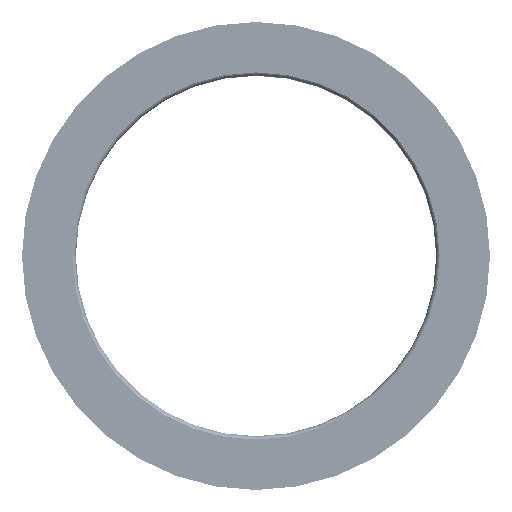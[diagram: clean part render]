
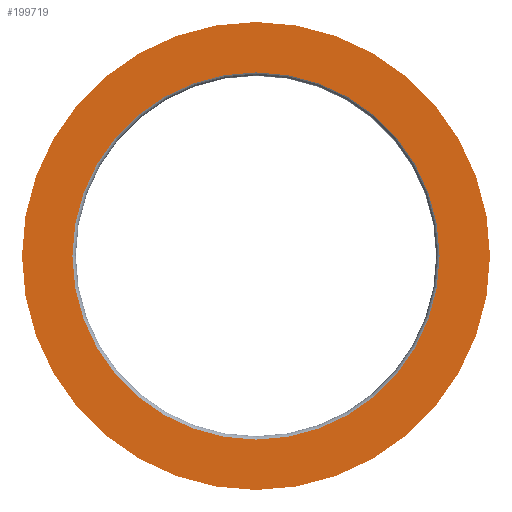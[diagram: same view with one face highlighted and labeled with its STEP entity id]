
A CAD part, left-side view. The second image highlights one B-rep face of the part: STEP entity #199719.
In plain terms, the highlighted planar face has unit normal (-1, 0, 0).
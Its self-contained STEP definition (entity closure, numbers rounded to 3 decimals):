
#12323 = DIRECTION ( 'NONE',  ( 0., 0., -1. ) ) ;
#26639 = EDGE_CURVE ( 'NONE', #35459, #195940, #57331, .T. ) ;
#29564 = CARTESIAN_POINT ( 'NONE',  ( 0., 0., 0. ) ) ;
#34249 = AXIS2_PLACEMENT_3D ( 'NONE', #29564, #147301, #46474 ) ;
#35459 = VERTEX_POINT ( 'NONE', #67322 ) ;
#35874 = CARTESIAN_POINT ( 'NONE',  ( 0., 0., 0. ) ) ;
#37276 = EDGE_CURVE ( 'NONE', #195940, #35459, #88076, .T. ) ;
#42737 = DIRECTION ( 'NONE',  ( -1., 0., 0. ) ) ;
#45415 = PLANE ( 'NONE',  #99329 ) ;
#46474 = DIRECTION ( 'NONE',  ( 0., 0., 1. ) ) ;
#52839 = DIRECTION ( 'NONE',  ( 0., 0., 1. ) ) ;
#57331 = CIRCLE ( 'NONE', #119097, 51. ) ;
#58218 = AXIS2_PLACEMENT_3D ( 'NONE', #199786, #99119, #216701 ) ;
#66100 = VERTEX_POINT ( 'NONE', #176532 ) ;
#67322 = CARTESIAN_POINT ( 'NONE',  ( 0., 0., 51. ) ) ;
#74135 = CIRCLE ( 'NONE', #58218, 65. ) ;
#74907 = CIRCLE ( 'NONE', #153167, 65. ) ;
#76556 = CARTESIAN_POINT ( 'NONE',  ( 0., 0., 65. ) ) ;
#78327 = ORIENTED_EDGE ( 'NONE', *, *, #26639, .F. ) ;
#82809 = VERTEX_POINT ( 'NONE', #76556 ) ;
#88076 = CIRCLE ( 'NONE', #34249, 51. ) ;
#94512 = FACE_OUTER_BOUND ( 'NONE', #215251, .T. ) ;
#95413 = ORIENTED_EDGE ( 'NONE', *, *, #108182, .T. ) ;
#99119 = DIRECTION ( 'NONE',  ( -1., 0., 0. ) ) ;
#99329 = AXIS2_PLACEMENT_3D ( 'NONE', #213784, #113130, #12323 ) ;
#108182 = EDGE_CURVE ( 'NONE', #82809, #66100, #74907, .T. ) ;
#113130 = DIRECTION ( 'NONE',  ( 1., 0., 0. ) ) ;
#119097 = AXIS2_PLACEMENT_3D ( 'NONE', #143567, #42737, #160533 ) ;
#139347 = FACE_BOUND ( 'NONE', #156789, .T. ) ;
#143567 = CARTESIAN_POINT ( 'NONE',  ( 0., 0., 0. ) ) ;
#147301 = DIRECTION ( 'NONE',  ( -1., 0., 0. ) ) ;
#148849 = CARTESIAN_POINT ( 'NONE',  ( 0., 0., -51. ) ) ;
#153167 = AXIS2_PLACEMENT_3D ( 'NONE', #35874, #153578, #52839 ) ;
#153578 = DIRECTION ( 'NONE',  ( -1., 0., 0. ) ) ;
#156789 = EDGE_LOOP ( 'NONE', ( #78327, #215727 ) ) ;
#160533 = DIRECTION ( 'NONE',  ( 0., 0., 1. ) ) ;
#176532 = CARTESIAN_POINT ( 'NONE',  ( 0., 0., -65. ) ) ;
#195940 = VERTEX_POINT ( 'NONE', #148849 ) ;
#199719 = ADVANCED_FACE ( 'NONE', ( #139347, #94512 ), #45415, .F. ) ;
#199786 = CARTESIAN_POINT ( 'NONE',  ( 0., 0., 0. ) ) ;
#213784 = CARTESIAN_POINT ( 'NONE',  ( 0., 51., 0. ) ) ;
#214154 = EDGE_CURVE ( 'NONE', #66100, #82809, #74135, .T. ) ;
#214701 = ORIENTED_EDGE ( 'NONE', *, *, #214154, .T. ) ;
#215251 = EDGE_LOOP ( 'NONE', ( #95413, #214701 ) ) ;
#215727 = ORIENTED_EDGE ( 'NONE', *, *, #37276, .F. ) ;
#216701 = DIRECTION ( 'NONE',  ( 0., 0., 1. ) ) ;
